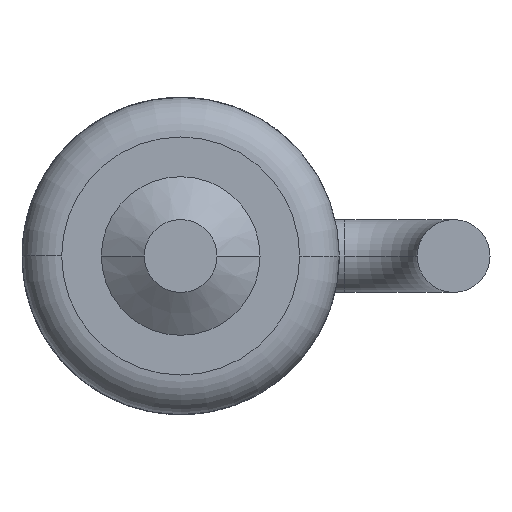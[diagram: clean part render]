
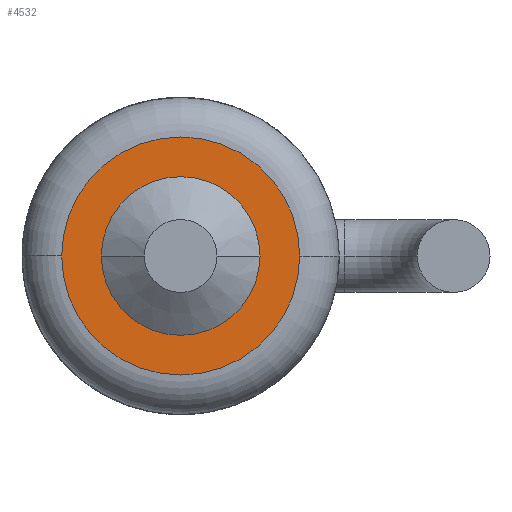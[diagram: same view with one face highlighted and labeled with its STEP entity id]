
A CAD part, front view. The second image highlights one B-rep face of the part: STEP entity #4532.
In plain terms, the highlighted planar face has unit normal (0, -1, 0).
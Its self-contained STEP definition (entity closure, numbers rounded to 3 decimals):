
#160 = ORIENTED_EDGE ( 'NONE', *, *, #2608, .F. ) ;
#201 = AXIS2_PLACEMENT_3D ( 'NONE', #4206, #1289, #275 ) ;
#221 = CIRCLE ( 'NONE', #3605, 0.554 ) ;
#275 = DIRECTION ( 'NONE',  ( -1., 0., 0. ) ) ;
#300 = CIRCLE ( 'NONE', #4369, 0.831 ) ;
#352 = ORIENTED_EDGE ( 'NONE', *, *, #1891, .T. ) ;
#461 = CARTESIAN_POINT ( 'NONE',  ( 0., 1.21, 0. ) ) ;
#468 = PLANE ( 'NONE',  #201 ) ;
#501 = CIRCLE ( 'NONE', #4130, 0.831 ) ;
#693 = DIRECTION ( 'NONE',  ( 1., 0., 0. ) ) ;
#894 = DIRECTION ( 'NONE',  ( 0., -1., 0. ) ) ;
#995 = CARTESIAN_POINT ( 'NONE',  ( -0.554, 1.21, 0. ) ) ;
#1036 = VERTEX_POINT ( 'NONE', #2137 ) ;
#1289 = DIRECTION ( 'NONE',  ( 0., 1., 0. ) ) ;
#1308 = EDGE_LOOP ( 'NONE', ( #160, #4563 ) ) ;
#1505 = DIRECTION ( 'NONE',  ( 0., -1., 0. ) ) ;
#1519 = DIRECTION ( 'NONE',  ( 1., 0., 0. ) ) ;
#1549 = FACE_OUTER_BOUND ( 'NONE', #2452, .T. ) ;
#1848 = DIRECTION ( 'NONE',  ( 0., -1., 0. ) ) ;
#1891 = EDGE_CURVE ( 'NONE', #4407, #1036, #501, .T. ) ;
#1911 = DIRECTION ( 'NONE',  ( 0., -1., 0. ) ) ;
#1941 = FACE_BOUND ( 'NONE', #1308, .T. ) ;
#2137 = CARTESIAN_POINT ( 'NONE',  ( -0.831, 1.21, 0. ) ) ;
#2452 = EDGE_LOOP ( 'NONE', ( #352, #3954 ) ) ;
#2608 = EDGE_CURVE ( 'NONE', #3713, #2984, #221, .T. ) ;
#2984 = VERTEX_POINT ( 'NONE', #995 ) ;
#3064 = EDGE_CURVE ( 'NONE', #1036, #4407, #300, .T. ) ;
#3143 = DIRECTION ( 'NONE',  ( 1., 0., 0. ) ) ;
#3167 = CIRCLE ( 'NONE', #3792, 0.554 ) ;
#3605 = AXIS2_PLACEMENT_3D ( 'NONE', #4450, #1848, #693 ) ;
#3641 = DIRECTION ( 'NONE',  ( 1., 0., 0. ) ) ;
#3683 = CARTESIAN_POINT ( 'NONE',  ( 0.831, 1.21, 0. ) ) ;
#3713 = VERTEX_POINT ( 'NONE', #3994 ) ;
#3792 = AXIS2_PLACEMENT_3D ( 'NONE', #4227, #894, #3143 ) ;
#3954 = ORIENTED_EDGE ( 'NONE', *, *, #3064, .T. ) ;
#3986 = EDGE_CURVE ( 'NONE', #2984, #3713, #3167, .T. ) ;
#3994 = CARTESIAN_POINT ( 'NONE',  ( 0.554, 1.21, 0. ) ) ;
#4096 = CARTESIAN_POINT ( 'NONE',  ( 0., 1.21, 0. ) ) ;
#4130 = AXIS2_PLACEMENT_3D ( 'NONE', #4096, #1505, #3641 ) ;
#4206 = CARTESIAN_POINT ( 'NONE',  ( -0.831, 1.21, 0. ) ) ;
#4227 = CARTESIAN_POINT ( 'NONE',  ( 0., 1.21, 0. ) ) ;
#4369 = AXIS2_PLACEMENT_3D ( 'NONE', #461, #1911, #1519 ) ;
#4407 = VERTEX_POINT ( 'NONE', #3683 ) ;
#4450 = CARTESIAN_POINT ( 'NONE',  ( 0., 1.21, 0. ) ) ;
#4532 = ADVANCED_FACE ( 'NONE', ( #1941, #1549 ), #468, .F. ) ;
#4563 = ORIENTED_EDGE ( 'NONE', *, *, #3986, .F. ) ;
